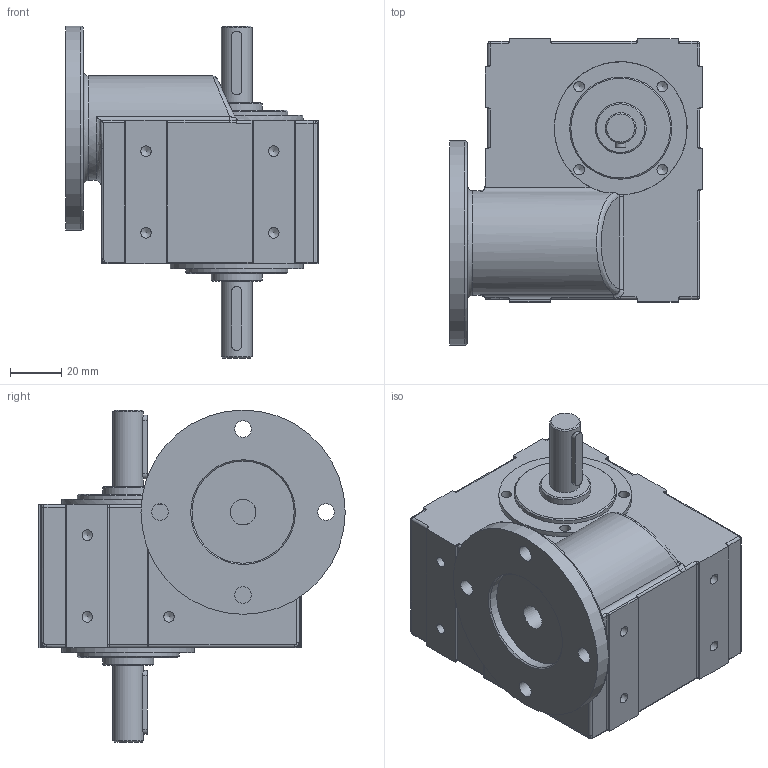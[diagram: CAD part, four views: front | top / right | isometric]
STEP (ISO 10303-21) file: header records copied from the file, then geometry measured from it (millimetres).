
FILE_DESCRIPTION((''),'2;1');
FILE_NAME('A31_25W_B141+2_M1.ipt.stp','2010-03-02T08:40:43',('INDUR'),(''),'Autodesk Inventor 2010','Autodesk Inventor 2010','');
FILE_SCHEMA(('CONFIG_CONTROL_DESIGN'));
Length unit declared in the file: millimetre
Products named in the file (1): A31_25W_B141+2_M1
Bounding box: 99 x 120 x 130 mm (x, y, z)
Volume: 561610.2 mm3; surface area: 58495.8 mm2
Topology: 1 solids, 1 shells, 377 faces, 981 edges, 627 vertices
Faces by surface type: plane 140, bspline 124, cylinder 90, cone 19, sphere 3, torus 1
Full cylindrical faces by diameter (mm): 4.134 x12, 10 x1, 12 x2, 20 x2, 40 x3, 41 x1, 52 x1, 80 x1
Entity records: 14630 total; most frequent: CARTESIAN_POINT 5995, ORIENTED_EDGE 1722, DIRECTION 1518, EDGE_CURVE 861, VERTEX_POINT 587, AXIS2_PLACEMENT_3D 524, EDGE_LOOP 486, VECTOR 470
